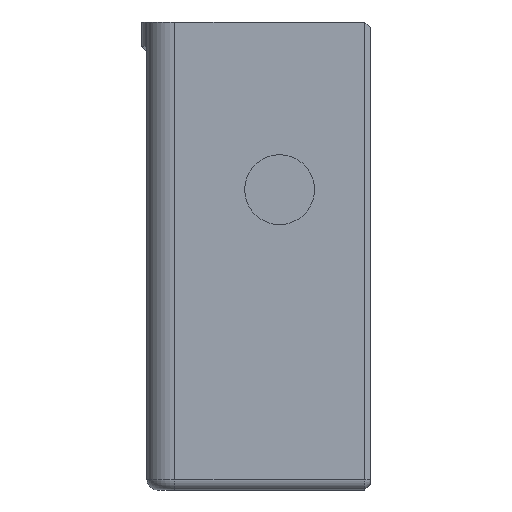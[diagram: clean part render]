
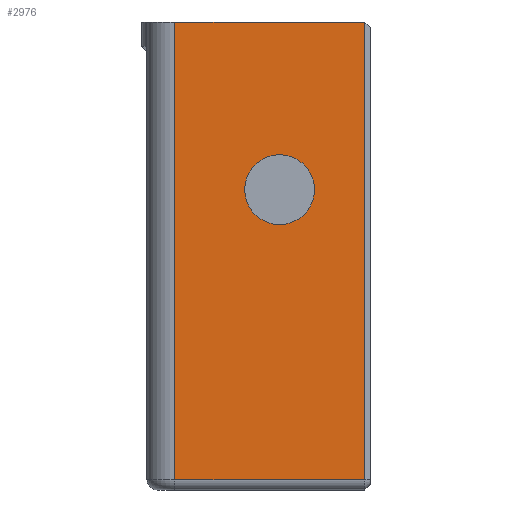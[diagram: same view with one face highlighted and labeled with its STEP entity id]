
A CAD part, front view. The second image highlights one B-rep face of the part: STEP entity #2976.
In plain terms, the highlighted planar face has unit normal (0, -1, 0).
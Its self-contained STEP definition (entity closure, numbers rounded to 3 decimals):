
#119 = VERTEX_POINT ( 'NONE', #1329 ) ;
#147 = AXIS2_PLACEMENT_3D ( 'NONE', #3693, #4421, #2535 ) ;
#182 = PLANE ( 'NONE',  #3696 ) ;
#239 = EDGE_CURVE ( 'NONE', #3683, #119, #2320, .T. ) ;
#419 = DIRECTION ( 'NONE',  ( 0., 0., 1. ) ) ;
#580 = DIRECTION ( 'NONE',  ( 0., 1., 0. ) ) ;
#627 = FACE_OUTER_BOUND ( 'NONE', #2364, .T. ) ;
#879 = CARTESIAN_POINT ( 'NONE',  ( 0., -188.371, 2.75 ) ) ;
#960 = ORIENTED_EDGE ( 'NONE', *, *, #239, .F. ) ;
#1014 = CIRCLE ( 'NONE', #3541, 2.5 ) ;
#1034 = VERTEX_POINT ( 'NONE', #2911 ) ;
#1245 = CARTESIAN_POINT ( 'NONE',  ( 588.026, -188.371, -8. ) ) ;
#1318 = EDGE_CURVE ( 'NONE', #3683, #1034, #4316, .T. ) ;
#1329 = CARTESIAN_POINT ( 'NONE',  ( 574.426, -188.371, 2.75 ) ) ;
#1385 = ORIENTED_EDGE ( 'NONE', *, *, #4105, .T. ) ;
#1396 = CARTESIAN_POINT ( 'NONE',  ( 0., -188.371, -8. ) ) ;
#1532 = CARTESIAN_POINT ( 'NONE',  ( 574.426, -188.371, -8. ) ) ;
#1726 = CARTESIAN_POINT ( 'NONE',  ( 581.926, -188.371, -6.75 ) ) ;
#1774 = DIRECTION ( 'NONE',  ( 0., 0., 1. ) ) ;
#2140 = EDGE_LOOP ( 'NONE', ( #3850, #3512 ) ) ;
#2277 = CARTESIAN_POINT ( 'NONE',  ( 581.926, -188.371, -11.75 ) ) ;
#2290 = DIRECTION ( 'NONE',  ( 0., 0., -1. ) ) ;
#2320 = LINE ( 'NONE', #1532, #3674 ) ;
#2349 = EDGE_CURVE ( 'NONE', #2946, #4710, #1014, .T. ) ;
#2364 = EDGE_LOOP ( 'NONE', ( #3744, #4014, #1385, #960 ) ) ;
#2391 = DIRECTION ( 'NONE',  ( -1., 0., 0. ) ) ;
#2441 = VECTOR ( 'NONE', #2778, 1000. ) ;
#2530 = FACE_BOUND ( 'NONE', #2140, .T. ) ;
#2535 = DIRECTION ( 'NONE',  ( 0., 0., -1. ) ) ;
#2547 = EDGE_CURVE ( 'NONE', #4710, #2946, #2908, .T. ) ;
#2607 = DIRECTION ( 'NONE',  ( 0., -1., 0. ) ) ;
#2660 = CARTESIAN_POINT ( 'NONE',  ( 581.926, -188.371, -9.25 ) ) ;
#2730 = VERTEX_POINT ( 'NONE', #3328 ) ;
#2778 = DIRECTION ( 'NONE',  ( 0., 0., 1. ) ) ;
#2908 = CIRCLE ( 'NONE', #147, 2.5 ) ;
#2911 = CARTESIAN_POINT ( 'NONE',  ( 588.026, -188.371, -30. ) ) ;
#2946 = VERTEX_POINT ( 'NONE', #1726 ) ;
#2976 = ADVANCED_FACE ( 'NONE', ( #2530, #627 ), #182, .F. ) ;
#3328 = CARTESIAN_POINT ( 'NONE',  ( 588.026, -188.371, 2.75 ) ) ;
#3490 = DIRECTION ( 'NONE',  ( 1., 0., 0. ) ) ;
#3512 = ORIENTED_EDGE ( 'NONE', *, *, #2349, .F. ) ;
#3519 = CARTESIAN_POINT ( 'NONE',  ( 0., -188.371, -30. ) ) ;
#3541 = AXIS2_PLACEMENT_3D ( 'NONE', #2660, #2607, #2290 ) ;
#3674 = VECTOR ( 'NONE', #419, 1000. ) ;
#3683 = VERTEX_POINT ( 'NONE', #4728 ) ;
#3693 = CARTESIAN_POINT ( 'NONE',  ( 581.926, -188.371, -9.25 ) ) ;
#3696 = AXIS2_PLACEMENT_3D ( 'NONE', #1396, #580, #1774 ) ;
#3710 = EDGE_CURVE ( 'NONE', #1034, #2730, #4658, .T. ) ;
#3744 = ORIENTED_EDGE ( 'NONE', *, *, #1318, .T. ) ;
#3850 = ORIENTED_EDGE ( 'NONE', *, *, #2547, .F. ) ;
#3928 = LINE ( 'NONE', #879, #3953 ) ;
#3953 = VECTOR ( 'NONE', #2391, 1000. ) ;
#4014 = ORIENTED_EDGE ( 'NONE', *, *, #3710, .T. ) ;
#4105 = EDGE_CURVE ( 'NONE', #2730, #119, #3928, .T. ) ;
#4316 = LINE ( 'NONE', #3519, #4460 ) ;
#4421 = DIRECTION ( 'NONE',  ( 0., -1., 0. ) ) ;
#4460 = VECTOR ( 'NONE', #3490, 1000. ) ;
#4658 = LINE ( 'NONE', #1245, #2441 ) ;
#4710 = VERTEX_POINT ( 'NONE', #2277 ) ;
#4728 = CARTESIAN_POINT ( 'NONE',  ( 574.426, -188.371, -30. ) ) ;
